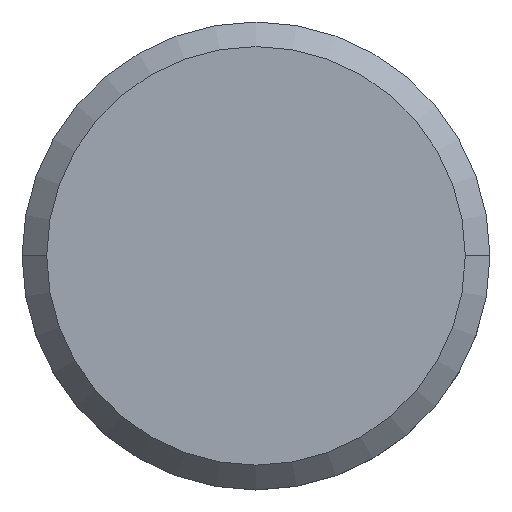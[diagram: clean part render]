
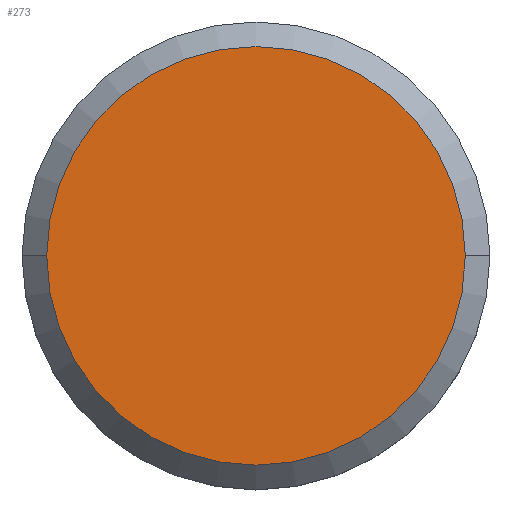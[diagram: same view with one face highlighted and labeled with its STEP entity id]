
A CAD part, top view. The second image highlights one B-rep face of the part: STEP entity #273.
In plain terms, the highlighted planar face has unit normal (0, 0, 1).
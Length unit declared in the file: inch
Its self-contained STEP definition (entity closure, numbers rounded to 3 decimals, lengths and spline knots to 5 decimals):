
#42 = FACE_OUTER_BOUND ( 'NONE', #487, .T. ) ;
#66 = CIRCLE ( 'NONE', #248, 0.17 ) ;
#73 = VERTEX_POINT ( 'NONE', #144 ) ;
#75 = VERTEX_POINT ( 'NONE', #133 ) ;
#77 = CIRCLE ( 'NONE', #247, 0.17 ) ;
#91 = ORIENTED_EDGE ( 'NONE', *, *, #262, .T. ) ;
#110 = ORIENTED_EDGE ( 'NONE', *, *, #256, .T. ) ;
#133 = CARTESIAN_POINT ( 'NONE',  ( 0.17, 0., 0.975 ) ) ;
#144 = CARTESIAN_POINT ( 'NONE',  ( -0.17, 0., 0.975 ) ) ;
#154 = DIRECTION ( 'NONE',  ( 0., 0., 1. ) ) ;
#162 = DIRECTION ( 'NONE',  ( 1., 0., 0. ) ) ;
#180 = CARTESIAN_POINT ( 'NONE',  ( 0., 0., 0.975 ) ) ;
#200 = CARTESIAN_POINT ( 'NONE',  ( 0., 0., 0.975 ) ) ;
#211 = DIRECTION ( 'NONE',  ( 1., 0., 0. ) ) ;
#213 = DIRECTION ( 'NONE',  ( 0., 0., 1. ) ) ;
#247 = AXIS2_PLACEMENT_3D ( 'NONE', #280, #279, #278 ) ;
#248 = AXIS2_PLACEMENT_3D ( 'NONE', #200, #213, #211 ) ;
#256 = EDGE_CURVE ( 'NONE', #73, #75, #77, .T. ) ;
#262 = EDGE_CURVE ( 'NONE', #75, #73, #66, .T. ) ;
#273 = ADVANCED_FACE ( 'NONE', ( #42 ), #506, .T. ) ;
#278 = DIRECTION ( 'NONE',  ( 1., 0., 0. ) ) ;
#279 = DIRECTION ( 'NONE',  ( 0., 0., 1. ) ) ;
#280 = CARTESIAN_POINT ( 'NONE',  ( 0., 0., 0.975 ) ) ;
#310 = AXIS2_PLACEMENT_3D ( 'NONE', #180, #154, #162 ) ;
#487 = EDGE_LOOP ( 'NONE', ( #110, #91 ) ) ;
#506 = PLANE ( 'NONE',  #310 ) ;
